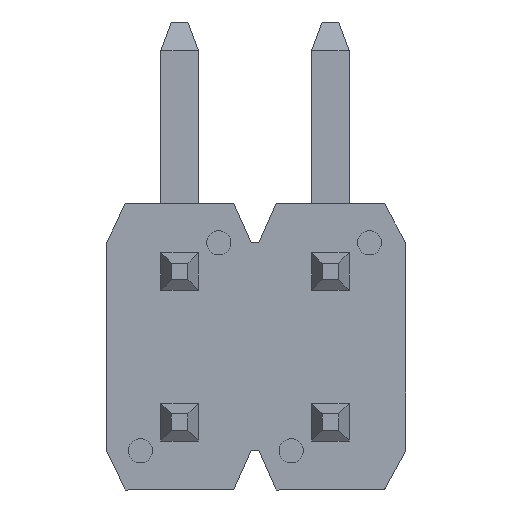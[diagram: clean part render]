
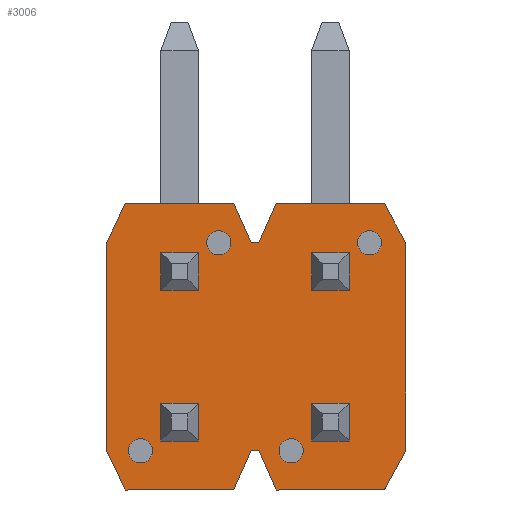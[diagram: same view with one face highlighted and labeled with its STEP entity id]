
A CAD part, front view. The second image highlights one B-rep face of the part: STEP entity #3006.
In plain terms, the highlighted planar face has unit normal (0, -1, 0).
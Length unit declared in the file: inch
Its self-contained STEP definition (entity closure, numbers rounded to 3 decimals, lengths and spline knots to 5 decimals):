
#73 = CARTESIAN_POINT ( 'NONE',  ( -0.35256, 0., -0.069 ) ) ;
#87 = VERTEX_POINT ( 'NONE', #2777 ) ;
#92 = ORIENTED_EDGE ( 'NONE', *, *, #1943, .F. ) ;
#187 = DIRECTION ( 'NONE',  ( -0.405, 0., -0.914 ) ) ;
#198 = VECTOR ( 'NONE', #3882, 39.37008 ) ;
#200 = CARTESIAN_POINT ( 'NONE',  ( -0.44883, 0., -0.06876 ) ) ;
#204 = CARTESIAN_POINT ( 'NONE',  ( -0.25832, 0., -0.082 ) ) ;
#227 = CARTESIAN_POINT ( 'NONE',  ( -0.34744, 0., 0.069 ) ) ;
#277 = CARTESIAN_POINT ( 'NONE',  ( -0.052, 0., 0.0988 ) ) ;
#287 = VECTOR ( 'NONE', #853, 39.37008 ) ;
#308 = VERTEX_POINT ( 'NONE', #2898 ) ;
#311 = ORIENTED_EDGE ( 'NONE', *, *, #3337, .T. ) ;
#319 = ORIENTED_EDGE ( 'NONE', *, *, #2360, .T. ) ;
#386 = LINE ( 'NONE', #1253, #1288 ) ;
#413 = DIRECTION ( 'NONE',  ( 1., 0., 0. ) ) ;
#462 = CARTESIAN_POINT ( 'NONE',  ( -0.43592, 0., -0.095 ) ) ;
#502 = VERTEX_POINT ( 'NONE', #2649 ) ;
#539 = CARTESIAN_POINT ( 'NONE',  ( -0.3, 0., 0.095 ) ) ;
#589 = DIRECTION ( 'NONE',  ( 1., 0., 0. ) ) ;
#630 = LINE ( 'NONE', #767, #2576 ) ;
#640 = CARTESIAN_POINT ( 'NONE',  ( -0.4, 0., 0.095 ) ) ;
#760 = VERTEX_POINT ( 'NONE', #3063 ) ;
#767 = CARTESIAN_POINT ( 'NONE',  ( -0.35832, 0., 0.082 ) ) ;
#797 = CARTESIAN_POINT ( 'NONE',  ( -0.4, 0., -0.095 ) ) ;
#832 = DIRECTION ( 'NONE',  ( -1., 0., 0. ) ) ;
#853 = DIRECTION ( 'NONE',  ( 1., 0., 0. ) ) ;
#874 = VECTOR ( 'NONE', #3191, 39.37008 ) ;
#876 = EDGE_CURVE ( 'NONE', #939, #3511, #1602, .T. ) ;
#877 = VECTOR ( 'NONE', #3100, 39.37008 ) ;
#912 = DIRECTION ( 'NONE',  ( -1., 0., 0. ) ) ;
#939 = VERTEX_POINT ( 'NONE', #2583 ) ;
#953 = VERTEX_POINT ( 'NONE', #462 ) ;
#1017 = EDGE_CURVE ( 'NONE', #3802, #953, #3283, .T. ) ;
#1020 = VECTOR ( 'NONE', #1384, 39.37008 ) ;
#1022 = CARTESIAN_POINT ( 'NONE',  ( -0.35256, 0., 0.069 ) ) ;
#1042 = CARTESIAN_POINT ( 'NONE',  ( -0.26408, 0., -0.095 ) ) ;
#1104 = LINE ( 'NONE', #204, #198 ) ;
#1118 = DIRECTION ( 'NONE',  ( 1., 0., 0. ) ) ;
#1187 = VECTOR ( 'NONE', #3569, 39.37008 ) ;
#1253 = CARTESIAN_POINT ( 'NONE',  ( -0.45, 0., 0. ) ) ;
#1278 = VERTEX_POINT ( 'NONE', #73 ) ;
#1288 = VECTOR ( 'NONE', #3406, 39.37008 ) ;
#1380 = LINE ( 'NONE', #2967, #3016 ) ;
#1384 = DIRECTION ( 'NONE',  ( -1., 0., 0. ) ) ;
#1395 = CARTESIAN_POINT ( 'NONE',  ( -0.44168, 0., -0.082 ) ) ;
#1417 = CARTESIAN_POINT ( 'NONE',  ( -0.34168, 0., -0.082 ) ) ;
#1524 = EDGE_CURVE ( 'NONE', #3372, #3608, #1950, .T. ) ;
#1585 = VERTEX_POINT ( 'NONE', #1829 ) ;
#1590 = EDGE_CURVE ( 'NONE', #308, #2198, #2581, .T. ) ;
#1602 = LINE ( 'NONE', #640, #3158 ) ;
#1622 = LINE ( 'NONE', #2838, #2133 ) ;
#1763 = ORIENTED_EDGE ( 'NONE', *, *, #876, .F. ) ;
#1786 = LINE ( 'NONE', #1417, #1187 ) ;
#1794 = LINE ( 'NONE', #3850, #3358 ) ;
#1829 = CARTESIAN_POINT ( 'NONE',  ( -0.33592, 0., 0.095 ) ) ;
#1876 = EDGE_CURVE ( 'NONE', #3608, #3511, #630, .T. ) ;
#1896 = LINE ( 'NONE', #539, #287 ) ;
#1897 = LINE ( 'NONE', #797, #1020 ) ;
#1943 = EDGE_CURVE ( 'NONE', #2252, #3278, #3360, .T. ) ;
#1950 = LINE ( 'NONE', #2101, #3505 ) ;
#2030 = ORIENTED_EDGE ( 'NONE', *, *, #1876, .T. ) ;
#2083 = ORIENTED_EDGE ( 'NONE', *, *, #3597, .T. ) ;
#2100 = ORIENTED_EDGE ( 'NONE', *, *, #3737, .F. ) ;
#2101 = CARTESIAN_POINT ( 'NONE',  ( -0.34872, 0., 0.069 ) ) ;
#2133 = VECTOR ( 'NONE', #3159, 39.37008 ) ;
#2192 = ORIENTED_EDGE ( 'NONE', *, *, #1524, .T. ) ;
#2198 = VERTEX_POINT ( 'NONE', #2829 ) ;
#2252 = VERTEX_POINT ( 'NONE', #1042 ) ;
#2280 = CARTESIAN_POINT ( 'NONE',  ( -0.44883, 0., 0.06876 ) ) ;
#2336 = CARTESIAN_POINT ( 'NONE',  ( -0.3, 0., -0.095 ) ) ;
#2360 = EDGE_CURVE ( 'NONE', #2198, #760, #2886, .T. ) ;
#2391 = PLANE ( 'NONE',  #3263 ) ;
#2400 = DIRECTION ( 'NONE',  ( 0., 1., 0. ) ) ;
#2434 = VECTOR ( 'NONE', #3242, 39.37008 ) ;
#2459 = CARTESIAN_POINT ( 'NONE',  ( -0.24983, 0., 0.0988 ) ) ;
#2551 = CARTESIAN_POINT ( 'NONE',  ( -0.44168, 0., 0.082 ) ) ;
#2565 = EDGE_LOOP ( 'NONE', ( #311, #3562, #319, #2611, #3909, #2192, #2030, #1763, #3190, #3117, #2839, #2100, #2083, #3380, #2644, #92 ) ) ;
#2576 = VECTOR ( 'NONE', #3515, 39.37008 ) ;
#2581 = LINE ( 'NONE', #2459, #877 ) ;
#2583 = CARTESIAN_POINT ( 'NONE',  ( -0.43592, 0., 0.095 ) ) ;
#2594 = DIRECTION ( 'NONE',  ( -0.405, 0., 0.914 ) ) ;
#2611 = ORIENTED_EDGE ( 'NONE', *, *, #2856, .F. ) ;
#2644 = ORIENTED_EDGE ( 'NONE', *, *, #3334, .T. ) ;
#2649 = CARTESIAN_POINT ( 'NONE',  ( -0.34744, 0., -0.069 ) ) ;
#2777 = CARTESIAN_POINT ( 'NONE',  ( -0.36408, 0., -0.095 ) ) ;
#2788 = VECTOR ( 'NONE', #832, 39.37008 ) ;
#2808 = CARTESIAN_POINT ( 'NONE',  ( -0.36408, 0., 0.095 ) ) ;
#2816 = EDGE_CURVE ( 'NONE', #1278, #502, #1380, .T. ) ;
#2829 = CARTESIAN_POINT ( 'NONE',  ( -0.24983, 0., 0.06862 ) ) ;
#2838 = CARTESIAN_POINT ( 'NONE',  ( -0.35832, 0., -0.082 ) ) ;
#2839 = ORIENTED_EDGE ( 'NONE', *, *, #1017, .T. ) ;
#2856 = EDGE_CURVE ( 'NONE', #1585, #760, #1896, .T. ) ;
#2886 = LINE ( 'NONE', #2919, #3236 ) ;
#2898 = CARTESIAN_POINT ( 'NONE',  ( -0.24983, 0., -0.06862 ) ) ;
#2919 = CARTESIAN_POINT ( 'NONE',  ( -0.25832, 0., 0.082 ) ) ;
#2967 = CARTESIAN_POINT ( 'NONE',  ( -0.34872, 0., -0.069 ) ) ;
#3006 = ADVANCED_FACE ( 'NONE', ( #3172 ), #2391, .F. ) ;
#3016 = VECTOR ( 'NONE', #1118, 39.37008 ) ;
#3063 = CARTESIAN_POINT ( 'NONE',  ( -0.26408, 0., 0.095 ) ) ;
#3080 = EDGE_CURVE ( 'NONE', #3802, #3702, #386, .T. ) ;
#3100 = DIRECTION ( 'NONE',  ( 0., 0., 1. ) ) ;
#3117 = ORIENTED_EDGE ( 'NONE', *, *, #3080, .F. ) ;
#3158 = VECTOR ( 'NONE', #413, 39.37008 ) ;
#3159 = DIRECTION ( 'NONE',  ( 0.405, 0., 0.914 ) ) ;
#3172 = FACE_OUTER_BOUND ( 'NONE', #2565, .T. ) ;
#3190 = ORIENTED_EDGE ( 'NONE', *, *, #3639, .T. ) ;
#3191 = DIRECTION ( 'NONE',  ( -0.405, 0., -0.914 ) ) ;
#3236 = VECTOR ( 'NONE', #2594, 39.37008 ) ;
#3242 = DIRECTION ( 'NONE',  ( 0.405, 0., -0.914 ) ) ;
#3263 = AXIS2_PLACEMENT_3D ( 'NONE', #277, #2400, #589 ) ;
#3278 = VERTEX_POINT ( 'NONE', #3838 ) ;
#3283 = LINE ( 'NONE', #1395, #2434 ) ;
#3313 = LINE ( 'NONE', #2551, #874 ) ;
#3334 = EDGE_CURVE ( 'NONE', #502, #3278, #1786, .T. ) ;
#3337 = EDGE_CURVE ( 'NONE', #2252, #308, #1104, .T. ) ;
#3358 = VECTOR ( 'NONE', #187, 39.37008 ) ;
#3360 = LINE ( 'NONE', #2336, #2788 ) ;
#3372 = VERTEX_POINT ( 'NONE', #227 ) ;
#3380 = ORIENTED_EDGE ( 'NONE', *, *, #2816, .T. ) ;
#3406 = DIRECTION ( 'NONE',  ( 0., 0., 1. ) ) ;
#3505 = VECTOR ( 'NONE', #912, 39.37008 ) ;
#3511 = VERTEX_POINT ( 'NONE', #2808 ) ;
#3515 = DIRECTION ( 'NONE',  ( -0.405, 0., 0.914 ) ) ;
#3562 = ORIENTED_EDGE ( 'NONE', *, *, #1590, .T. ) ;
#3569 = DIRECTION ( 'NONE',  ( 0.405, 0., -0.914 ) ) ;
#3597 = EDGE_CURVE ( 'NONE', #87, #1278, #1622, .T. ) ;
#3608 = VERTEX_POINT ( 'NONE', #1022 ) ;
#3639 = EDGE_CURVE ( 'NONE', #939, #3702, #3313, .T. ) ;
#3702 = VERTEX_POINT ( 'NONE', #2280 ) ;
#3737 = EDGE_CURVE ( 'NONE', #87, #953, #1897, .T. ) ;
#3742 = EDGE_CURVE ( 'NONE', #1585, #3372, #1794, .T. ) ;
#3802 = VERTEX_POINT ( 'NONE', #200 ) ;
#3838 = CARTESIAN_POINT ( 'NONE',  ( -0.33592, 0., -0.095 ) ) ;
#3850 = CARTESIAN_POINT ( 'NONE',  ( -0.34168, 0., 0.082 ) ) ;
#3882 = DIRECTION ( 'NONE',  ( 0.405, 0., 0.914 ) ) ;
#3909 = ORIENTED_EDGE ( 'NONE', *, *, #3742, .T. ) ;
